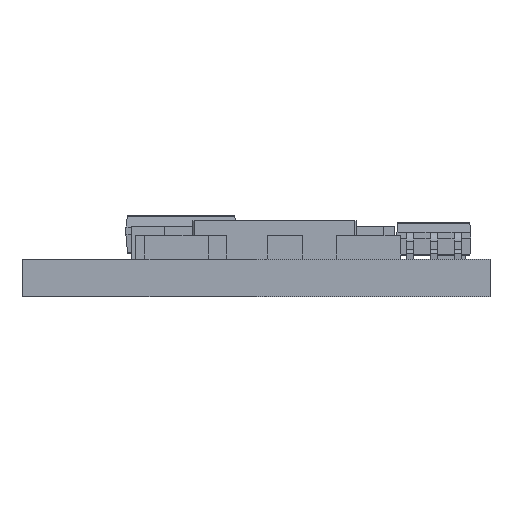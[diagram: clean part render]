
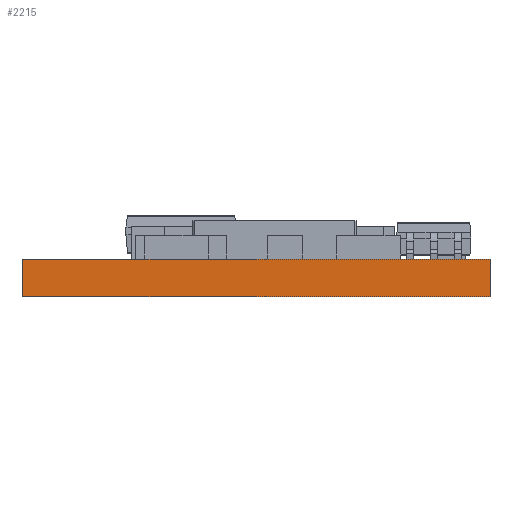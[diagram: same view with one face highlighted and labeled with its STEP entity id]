
A CAD part, front view. The second image highlights one B-rep face of the part: STEP entity #2215.
In plain terms, the highlighted planar face has unit normal (0, -1, 0).
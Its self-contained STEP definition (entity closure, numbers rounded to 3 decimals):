
#1227 = FACE_OUTER_BOUND ( 'NONE', #31483, .T. ) ;
#1471 = EDGE_CURVE ( 'NONE', #9650, #11514, #14387, .T. ) ;
#1502 = CARTESIAN_POINT ( 'NONE',  ( 12.7, 0., 1.02 ) ) ;
#2215 = ADVANCED_FACE ( 'NONE', ( #1227 ), #6846, .F. ) ;
#2804 = VECTOR ( 'NONE', #25584, 1000. ) ;
#6591 = ORIENTED_EDGE ( 'NONE', *, *, #20914, .T. ) ;
#6846 = PLANE ( 'NONE',  #18313 ) ;
#7244 = CARTESIAN_POINT ( 'NONE',  ( 0., 0., 1.02 ) ) ;
#7996 = LINE ( 'NONE', #14194, #34812 ) ;
#9650 = VERTEX_POINT ( 'NONE', #33754 ) ;
#9758 = LINE ( 'NONE', #1502, #15870 ) ;
#10044 = DIRECTION ( 'NONE',  ( 0., 1., 0. ) ) ;
#11282 = ORIENTED_EDGE ( 'NONE', *, *, #33118, .F. ) ;
#11514 = VERTEX_POINT ( 'NONE', #31705 ) ;
#14194 = CARTESIAN_POINT ( 'NONE',  ( 0., 0., 1.02 ) ) ;
#14387 = LINE ( 'NONE', #17915, #19365 ) ;
#15355 = VERTEX_POINT ( 'NONE', #19883 ) ;
#15870 = VECTOR ( 'NONE', #24829, 1000. ) ;
#17915 = CARTESIAN_POINT ( 'NONE',  ( 0., 0., 0. ) ) ;
#18313 = AXIS2_PLACEMENT_3D ( 'NONE', #7244, #10044, #29812 ) ;
#18616 = ORIENTED_EDGE ( 'NONE', *, *, #22314, .F. ) ;
#19365 = VECTOR ( 'NONE', #22845, 1000. ) ;
#19883 = CARTESIAN_POINT ( 'NONE',  ( 12.7, 0., 1.02 ) ) ;
#20914 = EDGE_CURVE ( 'NONE', #28280, #9650, #22363, .T. ) ;
#22314 = EDGE_CURVE ( 'NONE', #28280, #15355, #7996, .T. ) ;
#22363 = LINE ( 'NONE', #25407, #2804 ) ;
#22845 = DIRECTION ( 'NONE',  ( 1., 0., 0. ) ) ;
#24829 = DIRECTION ( 'NONE',  ( 0., 0., -1. ) ) ;
#25407 = CARTESIAN_POINT ( 'NONE',  ( 0., 0., 1.02 ) ) ;
#25584 = DIRECTION ( 'NONE',  ( 0., 0., -1. ) ) ;
#28280 = VERTEX_POINT ( 'NONE', #35642 ) ;
#29812 = DIRECTION ( 'NONE',  ( 0., 0., 1. ) ) ;
#31483 = EDGE_LOOP ( 'NONE', ( #33428, #11282, #18616, #6591 ) ) ;
#31705 = CARTESIAN_POINT ( 'NONE',  ( 12.7, 0., 0. ) ) ;
#33118 = EDGE_CURVE ( 'NONE', #15355, #11514, #9758, .T. ) ;
#33428 = ORIENTED_EDGE ( 'NONE', *, *, #1471, .T. ) ;
#33754 = CARTESIAN_POINT ( 'NONE',  ( 0., 0., 0. ) ) ;
#34812 = VECTOR ( 'NONE', #37186, 1000. ) ;
#35642 = CARTESIAN_POINT ( 'NONE',  ( 0., 0., 1.02 ) ) ;
#37186 = DIRECTION ( 'NONE',  ( 1., 0., 0. ) ) ;
